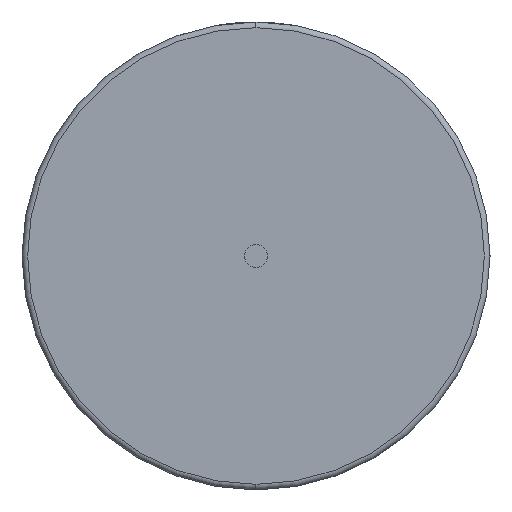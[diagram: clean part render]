
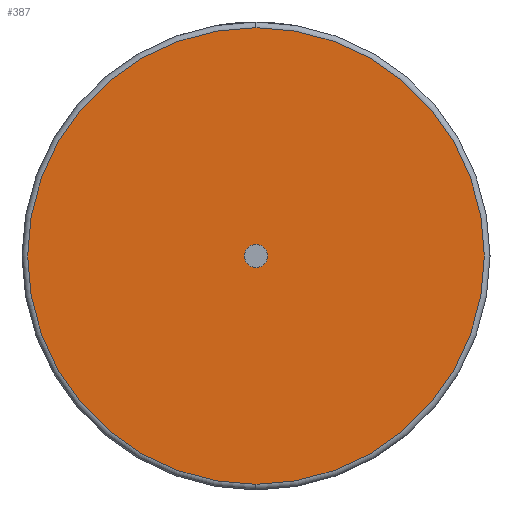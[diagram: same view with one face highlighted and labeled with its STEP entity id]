
A CAD part, left-side view. The second image highlights one B-rep face of the part: STEP entity #387.
In plain terms, the highlighted planar face has unit normal (-1, 0, 0).
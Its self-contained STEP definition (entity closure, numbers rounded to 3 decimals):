
#309 = AXIS2_PLACEMENT_3D ( 'NONE', #2972, #1882, #4319 ) ;
#387 = ADVANCED_FACE ( 'NONE', ( #1130, #3285 ), #1491, .F. ) ;
#426 = DIRECTION ( 'NONE',  ( -1., 0., 0. ) ) ;
#516 = DIRECTION ( 'NONE',  ( 0., 0., -1. ) ) ;
#536 = CARTESIAN_POINT ( 'NONE',  ( 0., 0., 0.515 ) ) ;
#583 = EDGE_LOOP ( 'NONE', ( #1744, #3911 ) ) ;
#706 = AXIS2_PLACEMENT_3D ( 'NONE', #847, #2580, #516 ) ;
#847 = CARTESIAN_POINT ( 'NONE',  ( 0., 0., 0. ) ) ;
#865 = EDGE_CURVE ( 'NONE', #4262, #3493, #2237, .T. ) ;
#1000 = AXIS2_PLACEMENT_3D ( 'NONE', #2500, #1172, #2867 ) ;
#1130 = FACE_OUTER_BOUND ( 'NONE', #583, .T. ) ;
#1172 = DIRECTION ( 'NONE',  ( 1., 0., 0. ) ) ;
#1205 = ORIENTED_EDGE ( 'NONE', *, *, #2140, .F. ) ;
#1254 = DIRECTION ( 'NONE',  ( 0., 0., -1. ) ) ;
#1273 = CIRCLE ( 'NONE', #3563, 10.1 ) ;
#1491 = PLANE ( 'NONE',  #1000 ) ;
#1744 = ORIENTED_EDGE ( 'NONE', *, *, #865, .T. ) ;
#1806 = CARTESIAN_POINT ( 'NONE',  ( 0., 0., 0. ) ) ;
#1882 = DIRECTION ( 'NONE',  ( -1., 0., 0. ) ) ;
#2140 = EDGE_CURVE ( 'NONE', #4357, #2632, #3319, .T. ) ;
#2237 = CIRCLE ( 'NONE', #309, 10.1 ) ;
#2433 = CIRCLE ( 'NONE', #706, 0.515 ) ;
#2464 = DIRECTION ( 'NONE',  ( 0., 0., -1. ) ) ;
#2500 = CARTESIAN_POINT ( 'NONE',  ( 0., 0., 0. ) ) ;
#2580 = DIRECTION ( 'NONE',  ( -1., 0., 0. ) ) ;
#2632 = VERTEX_POINT ( 'NONE', #536 ) ;
#2867 = DIRECTION ( 'NONE',  ( 0., 0., -1. ) ) ;
#2972 = CARTESIAN_POINT ( 'NONE',  ( 0., 0., 0. ) ) ;
#3168 = CARTESIAN_POINT ( 'NONE',  ( 0., 0., -10.1 ) ) ;
#3285 = FACE_BOUND ( 'NONE', #3760, .T. ) ;
#3319 = CIRCLE ( 'NONE', #4256, 0.515 ) ;
#3326 = EDGE_CURVE ( 'NONE', #3493, #4262, #1273, .T. ) ;
#3328 = CARTESIAN_POINT ( 'NONE',  ( 0., 0., -0.515 ) ) ;
#3368 = DIRECTION ( 'NONE',  ( -1., 0., 0. ) ) ;
#3493 = VERTEX_POINT ( 'NONE', #3894 ) ;
#3563 = AXIS2_PLACEMENT_3D ( 'NONE', #1806, #426, #2464 ) ;
#3760 = EDGE_LOOP ( 'NONE', ( #1205, #4101 ) ) ;
#3894 = CARTESIAN_POINT ( 'NONE',  ( 0., 0., 10.1 ) ) ;
#3911 = ORIENTED_EDGE ( 'NONE', *, *, #3326, .T. ) ;
#4101 = ORIENTED_EDGE ( 'NONE', *, *, #4259, .F. ) ;
#4256 = AXIS2_PLACEMENT_3D ( 'NONE', #4375, #3368, #1254 ) ;
#4259 = EDGE_CURVE ( 'NONE', #2632, #4357, #2433, .T. ) ;
#4262 = VERTEX_POINT ( 'NONE', #3168 ) ;
#4319 = DIRECTION ( 'NONE',  ( 0., 0., -1. ) ) ;
#4357 = VERTEX_POINT ( 'NONE', #3328 ) ;
#4375 = CARTESIAN_POINT ( 'NONE',  ( 0., 0., 0. ) ) ;
